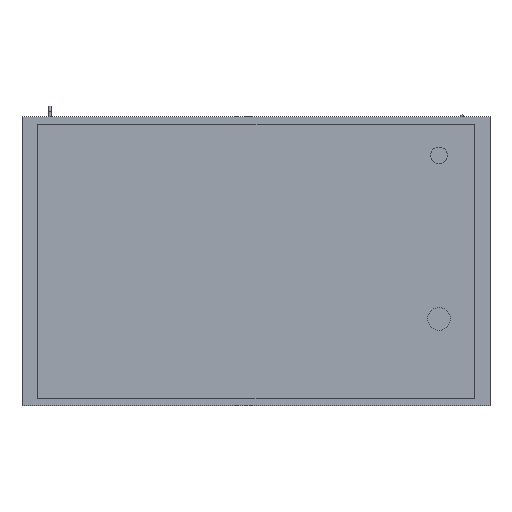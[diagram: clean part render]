
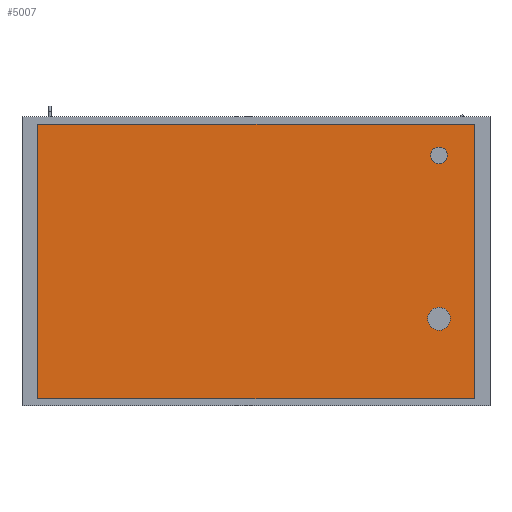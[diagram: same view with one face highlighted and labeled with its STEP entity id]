
A CAD part, front view. The second image highlights one B-rep face of the part: STEP entity #5007.
In plain terms, the highlighted planar face has unit normal (0, -1, 0).
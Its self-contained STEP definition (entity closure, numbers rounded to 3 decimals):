
#272=FACE_OUTER_BOUND('',#583,.T.);
#583=EDGE_LOOP('',(#3344,#3345,#3346,#3347));
#902=LINE('',#7281,#1506);
#906=LINE('',#7289,#1510);
#909=LINE('',#7295,#1513);
#912=LINE('',#7300,#1516);
#1506=VECTOR('',#5816,10.);
#1510=VECTOR('',#5822,10.);
#1513=VECTOR('',#5827,10.);
#1516=VECTOR('',#5832,10.);
#2106=VERTEX_POINT('',#7279);
#2107=VERTEX_POINT('',#7280);
#2110=VERTEX_POINT('',#7288);
#2112=VERTEX_POINT('',#7294);
#2590=EDGE_CURVE('',#2106,#2107,#902,.T.);
#2594=EDGE_CURVE('',#2110,#2106,#906,.T.);
#2597=EDGE_CURVE('',#2112,#2110,#909,.T.);
#2600=EDGE_CURVE('',#2107,#2112,#912,.T.);
#3344=ORIENTED_EDGE('',*,*,#2600,.F.);
#3345=ORIENTED_EDGE('',*,*,#2590,.F.);
#3346=ORIENTED_EDGE('',*,*,#2594,.F.);
#3347=ORIENTED_EDGE('',*,*,#2597,.F.);
#4754=PLANE('',#5372);
#5007=ADVANCED_FACE('',(#272),#4754,.F.);
#5372=AXIS2_PLACEMENT_3D('',#7303,#5836,#5837);
#5816=DIRECTION('',(0.,0.,1.));
#5822=DIRECTION('',(-1.,0.,0.));
#5827=DIRECTION('',(0.,0.,-1.));
#5832=DIRECTION('',(1.,0.,0.));
#5836=DIRECTION('center_axis',(0.,1.,0.));
#5837=DIRECTION('ref_axis',(0.,0.,1.));
#7279=CARTESIAN_POINT('',(-525.,0.,-330.));
#7280=CARTESIAN_POINT('',(-525.,0.,330.));
#7281=CARTESIAN_POINT('',(-525.,0.,-330.));
#7288=CARTESIAN_POINT('',(525.,0.,-330.));
#7289=CARTESIAN_POINT('',(525.,0.,-330.));
#7294=CARTESIAN_POINT('',(525.,0.,330.));
#7295=CARTESIAN_POINT('',(525.,0.,330.));
#7300=CARTESIAN_POINT('',(-525.,0.,330.));
#7303=CARTESIAN_POINT('Origin',(0.,0.,0.));
